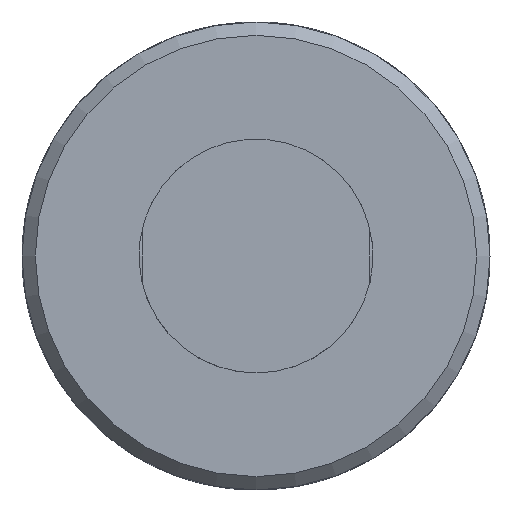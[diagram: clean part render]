
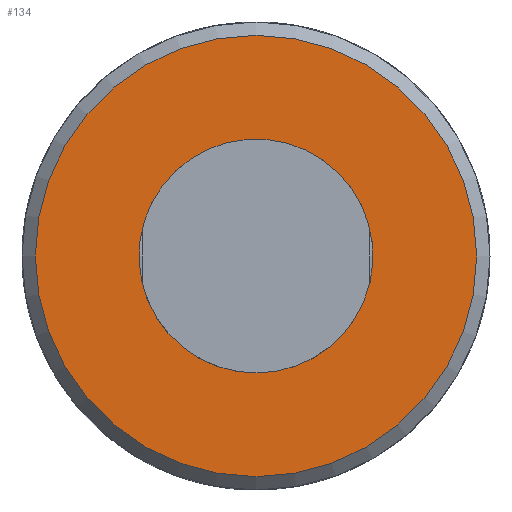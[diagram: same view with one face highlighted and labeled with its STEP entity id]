
A CAD part, left-side view. The second image highlights one B-rep face of the part: STEP entity #134.
In plain terms, the highlighted planar face has unit normal (-1, 0, 0).
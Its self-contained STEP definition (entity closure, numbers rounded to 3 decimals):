
#134 = ADVANCED_FACE( '', ( #266, #267 ), #268, .F. );
#266 = FACE_OUTER_BOUND( '', #414, .T. );
#267 = FACE_BOUND( '', #415, .T. );
#268 = PLANE( '', #416 );
#414 = EDGE_LOOP( '', ( #604 ) );
#415 = EDGE_LOOP( '', ( #605 ) );
#416 = AXIS2_PLACEMENT_3D( '', #606, #607, #608 );
#604 = ORIENTED_EDGE( '', *, *, #838, .F. );
#605 = ORIENTED_EDGE( '', *, *, #839, .T. );
#606 = CARTESIAN_POINT( '', ( 0., 0., 0. ) );
#607 = DIRECTION( '', ( 1., 0., 0. ) );
#608 = DIRECTION( '', ( 0., 0., -1. ) );
#838 = EDGE_CURVE( '', #974, #974, #975, .T. );
#839 = EDGE_CURVE( '', #976, #976, #977, .T. );
#974 = VERTEX_POINT( '', #1433 );
#975 = CIRCLE( '', #1434, 33. );
#976 = VERTEX_POINT( '', #1435 );
#977 = CIRCLE( '', #1436, 17.5 );
#1433 = CARTESIAN_POINT( '', ( 0., 0., -33. ) );
#1434 = AXIS2_PLACEMENT_3D( '', #1727, #1728, #1729 );
#1435 = CARTESIAN_POINT( '', ( 0., 0., -17.5 ) );
#1436 = AXIS2_PLACEMENT_3D( '', #1730, #1731, #1732 );
#1727 = CARTESIAN_POINT( '', ( 0., 0., 0. ) );
#1728 = DIRECTION( '', ( 1., 0., 0. ) );
#1729 = DIRECTION( '', ( 0., 0., -1. ) );
#1730 = CARTESIAN_POINT( '', ( 0., 0., 0. ) );
#1731 = DIRECTION( '', ( 1., 0., 0. ) );
#1732 = DIRECTION( '', ( 0., 0., -1. ) );
